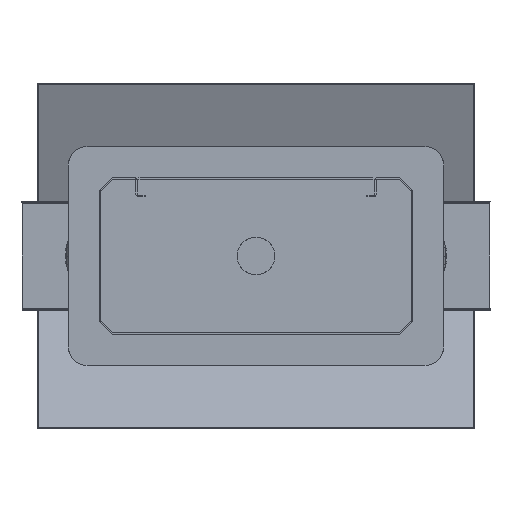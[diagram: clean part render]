
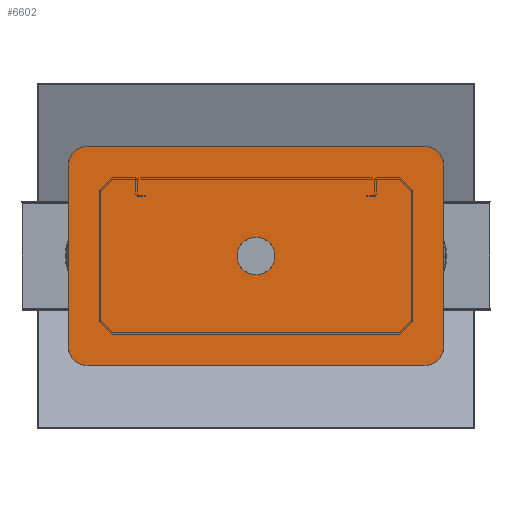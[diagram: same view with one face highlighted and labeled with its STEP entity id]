
A CAD part, front view. The second image highlights one B-rep face of the part: STEP entity #6602.
In plain terms, the highlighted free-form (B-spline) face has degree [1, 1] with [2, 2] control points.
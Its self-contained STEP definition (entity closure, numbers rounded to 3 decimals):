
#6368 = VERTEX_POINT('',#6369);
#6369 = CARTESIAN_POINT('',(0.,-403.013,24.084));
#6374 = EDGE_CURVE('',#6375,#6368,#6377,.T.);
#6375 = VERTEX_POINT('',#6376);
#6376 = CARTESIAN_POINT('',(0.,-403.013,
    -24.084));
#6377 = ( BOUNDED_CURVE() B_SPLINE_CURVE(2,(#6378,#6379,#6380,#6381,
#6382),.UNSPECIFIED.,.F.,.F.) B_SPLINE_CURVE_WITH_KNOTS((3,2,3),(0.,
1.571,3.142),.PIECEWISE_BEZIER_KNOTS.) CURVE() 
GEOMETRIC_REPRESENTATION_ITEM() RATIONAL_B_SPLINE_CURVE((1.,
0.707,1.,0.707,1.)) REPRESENTATION_ITEM('') );
#6378 = CARTESIAN_POINT('',(0.,-403.013,-24.084));
#6379 = CARTESIAN_POINT('',(24.084,-403.013,
    -24.084));
#6380 = CARTESIAN_POINT('',(24.084,-403.013,
    0.));
#6381 = CARTESIAN_POINT('',(24.084,-403.013,
    24.084));
#6382 = CARTESIAN_POINT('',(0.,-403.013,
    24.084));
#6403 = EDGE_CURVE('',#6404,#6406,#6408,.T.);
#6404 = VERTEX_POINT('',#6405);
#6405 = CARTESIAN_POINT('',(-216.76,-403.013,
    140.492));
#6406 = VERTEX_POINT('',#6407);
#6407 = CARTESIAN_POINT('',(-240.844,-403.013,
    116.408));
#6408 = ( BOUNDED_CURVE() B_SPLINE_CURVE(2,(#6409,#6410,#6411),
.UNSPECIFIED.,.F.,.F.) B_SPLINE_CURVE_WITH_KNOTS((3,3),(3.142,
4.712),.PIECEWISE_BEZIER_KNOTS.) CURVE() 
GEOMETRIC_REPRESENTATION_ITEM() RATIONAL_B_SPLINE_CURVE((1.,
0.707,1.)) REPRESENTATION_ITEM('') );
#6409 = CARTESIAN_POINT('',(-216.76,-403.013,
    140.492));
#6410 = CARTESIAN_POINT('',(-240.844,-403.013,
    140.492));
#6411 = CARTESIAN_POINT('',(-240.844,-403.013,
    116.408));
#6443 = EDGE_CURVE('',#6444,#6446,#6448,.T.);
#6444 = VERTEX_POINT('',#6445);
#6445 = CARTESIAN_POINT('',(240.844,-403.013,
    116.408));
#6446 = VERTEX_POINT('',#6447);
#6447 = CARTESIAN_POINT('',(216.76,-403.013,
    140.492));
#6448 = ( BOUNDED_CURVE() B_SPLINE_CURVE(2,(#6449,#6450,#6451),
.UNSPECIFIED.,.F.,.F.) B_SPLINE_CURVE_WITH_KNOTS((3,3),(1.571,
3.142),.PIECEWISE_BEZIER_KNOTS.) CURVE() 
GEOMETRIC_REPRESENTATION_ITEM() RATIONAL_B_SPLINE_CURVE((1.,
0.707,1.)) REPRESENTATION_ITEM('') );
#6449 = CARTESIAN_POINT('',(240.844,-403.013,
    116.408));
#6450 = CARTESIAN_POINT('',(240.844,-403.013,
    140.492));
#6451 = CARTESIAN_POINT('',(216.76,-403.013,
    140.492));
#6483 = EDGE_CURVE('',#6484,#6486,#6488,.T.);
#6484 = VERTEX_POINT('',#6485);
#6485 = CARTESIAN_POINT('',(216.76,-403.013,
    -140.492));
#6486 = VERTEX_POINT('',#6487);
#6487 = CARTESIAN_POINT('',(240.844,-403.013,
    -116.408));
#6488 = ( BOUNDED_CURVE() B_SPLINE_CURVE(2,(#6489,#6490,#6491),
.UNSPECIFIED.,.F.,.F.) B_SPLINE_CURVE_WITH_KNOTS((3,3),(0.,
1.571),.PIECEWISE_BEZIER_KNOTS.) CURVE() 
GEOMETRIC_REPRESENTATION_ITEM() RATIONAL_B_SPLINE_CURVE((1.,
0.707,1.)) REPRESENTATION_ITEM('') );
#6489 = CARTESIAN_POINT('',(216.76,-403.013,
    -140.492));
#6490 = CARTESIAN_POINT('',(240.844,-403.013,
    -140.492));
#6491 = CARTESIAN_POINT('',(240.844,-403.013,
    -116.408));
#6523 = EDGE_CURVE('',#6524,#6526,#6528,.T.);
#6524 = VERTEX_POINT('',#6525);
#6525 = CARTESIAN_POINT('',(-240.844,-403.013,
    -116.408));
#6526 = VERTEX_POINT('',#6527);
#6527 = CARTESIAN_POINT('',(-216.76,-403.013,
    -140.492));
#6528 = ( BOUNDED_CURVE() B_SPLINE_CURVE(2,(#6529,#6530,#6531),
.UNSPECIFIED.,.F.,.F.) B_SPLINE_CURVE_WITH_KNOTS((3,3),(4.712,
6.283),.PIECEWISE_BEZIER_KNOTS.) CURVE() 
GEOMETRIC_REPRESENTATION_ITEM() RATIONAL_B_SPLINE_CURVE((1.,
0.707,1.)) REPRESENTATION_ITEM('') );
#6529 = CARTESIAN_POINT('',(-240.844,-403.013,
    -116.408));
#6530 = CARTESIAN_POINT('',(-240.844,-403.013,
    -140.492));
#6531 = CARTESIAN_POINT('',(-216.76,-403.013,
    -140.492));
#6602 = ADVANCED_FACE('',(#6603,#6614),#6640,.T.);
#6603 = FACE_BOUND('',#6604,.T.);
#6604 = EDGE_LOOP('',(#6605,#6613));
#6605 = ORIENTED_EDGE('',*,*,#6606,.F.);
#6606 = EDGE_CURVE('',#6368,#6375,#6607,.T.);
#6607 = ( BOUNDED_CURVE() B_SPLINE_CURVE(2,(#6608,#6609,#6610,#6611,
#6612),.UNSPECIFIED.,.F.,.F.) B_SPLINE_CURVE_WITH_KNOTS((3,2,3),(
    3.142,4.712,6.283),
.PIECEWISE_BEZIER_KNOTS.) CURVE() GEOMETRIC_REPRESENTATION_ITEM() 
RATIONAL_B_SPLINE_CURVE((1.,0.707,1.,0.707,1.)) 
REPRESENTATION_ITEM('') );
#6608 = CARTESIAN_POINT('',(0.,-403.013,
    24.084));
#6609 = CARTESIAN_POINT('',(-24.084,-403.013,
    24.084));
#6610 = CARTESIAN_POINT('',(-24.084,-403.013,
    0.));
#6611 = CARTESIAN_POINT('',(-24.084,-403.013,
    -24.084));
#6612 = CARTESIAN_POINT('',(0.,-403.013,
    -24.084));
#6613 = ORIENTED_EDGE('',*,*,#6374,.F.);
#6614 = FACE_BOUND('',#6615,.T.);
#6615 = EDGE_LOOP('',(#6616,#6621,#6622,#6627,#6628,#6633,#6634,#6639));
#6616 = ORIENTED_EDGE('',*,*,#6617,.T.);
#6617 = EDGE_CURVE('',#6406,#6524,#6618,.T.);
#6618 = B_SPLINE_CURVE_WITH_KNOTS('',1,(#6619,#6620),.UNSPECIFIED.,.F.,
  .F.,(2,2),(30.,320.),.PIECEWISE_BEZIER_KNOTS.);
#6619 = CARTESIAN_POINT('',(-240.844,-403.013,
    116.408));
#6620 = CARTESIAN_POINT('',(-240.844,-403.013,
    -116.408));
#6621 = ORIENTED_EDGE('',*,*,#6523,.T.);
#6622 = ORIENTED_EDGE('',*,*,#6623,.T.);
#6623 = EDGE_CURVE('',#6526,#6484,#6624,.T.);
#6624 = B_SPLINE_CURVE_WITH_KNOTS('',1,(#6625,#6626),.UNSPECIFIED.,.F.,
  .F.,(2,2),(30.,570.),.PIECEWISE_BEZIER_KNOTS.);
#6625 = CARTESIAN_POINT('',(-216.76,-403.013,
    -140.492));
#6626 = CARTESIAN_POINT('',(216.76,-403.013,
    -140.492));
#6627 = ORIENTED_EDGE('',*,*,#6483,.T.);
#6628 = ORIENTED_EDGE('',*,*,#6629,.T.);
#6629 = EDGE_CURVE('',#6486,#6444,#6630,.T.);
#6630 = B_SPLINE_CURVE_WITH_KNOTS('',1,(#6631,#6632),.UNSPECIFIED.,.F.,
  .F.,(2,2),(-320.,-30.),.PIECEWISE_BEZIER_KNOTS.);
#6631 = CARTESIAN_POINT('',(240.844,-403.013,
    -116.408));
#6632 = CARTESIAN_POINT('',(240.844,-403.013,
    116.408));
#6633 = ORIENTED_EDGE('',*,*,#6443,.T.);
#6634 = ORIENTED_EDGE('',*,*,#6635,.T.);
#6635 = EDGE_CURVE('',#6446,#6404,#6636,.T.);
#6636 = B_SPLINE_CURVE_WITH_KNOTS('',1,(#6637,#6638),.UNSPECIFIED.,.F.,
  .F.,(2,2),(-570.,-30.),.PIECEWISE_BEZIER_KNOTS.);
#6637 = CARTESIAN_POINT('',(216.76,-403.013,
    140.492));
#6638 = CARTESIAN_POINT('',(-216.76,-403.013,
    140.492));
#6639 = ORIENTED_EDGE('',*,*,#6403,.T.);
#6640 = B_SPLINE_SURFACE_WITH_KNOTS('',1,1,(
    (#6641,#6642)
    ,(#6643,#6644
    )),.UNSPECIFIED.,.F.,.F.,.F.,(2,2),(2,2),(-175.,175.),(-300.,300.),
  .PIECEWISE_BEZIER_KNOTS.);
#6641 = CARTESIAN_POINT('',(-240.844,-403.013,
    140.492));
#6642 = CARTESIAN_POINT('',(240.844,-403.013,
    140.492));
#6643 = CARTESIAN_POINT('',(-240.844,-403.013,
    -140.492));
#6644 = CARTESIAN_POINT('',(240.844,-403.013,
    -140.492));
